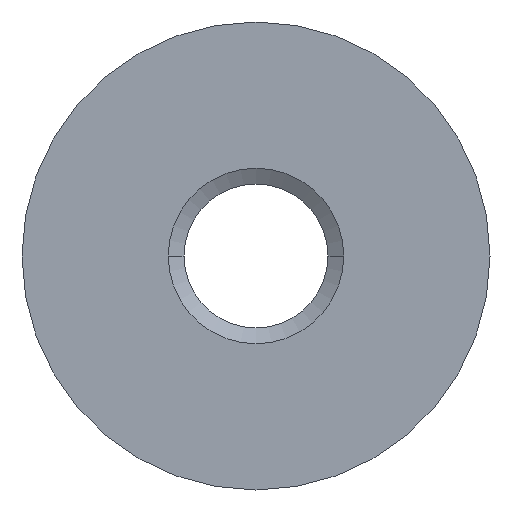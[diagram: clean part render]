
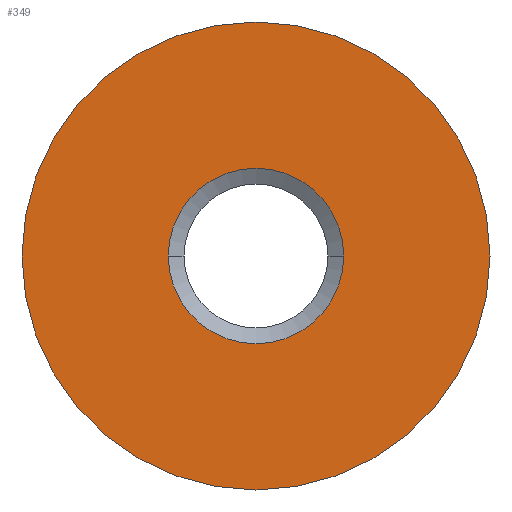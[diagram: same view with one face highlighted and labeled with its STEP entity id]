
A CAD part, left-side view. The second image highlights one B-rep face of the part: STEP entity #349.
In plain terms, the highlighted planar face has unit normal (-1, 0, 0).
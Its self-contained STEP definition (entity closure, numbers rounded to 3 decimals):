
#8 = DIRECTION ( 'NONE',  ( 0., -1., 0. ) ) ;
#37 = DIRECTION ( 'NONE',  ( -1., 0., 0. ) ) ;
#42 = CARTESIAN_POINT ( 'NONE',  ( 0., 0., -8. ) ) ;
#47 = EDGE_CURVE ( 'NONE', #587, #496, #243, .T. ) ;
#49 = ORIENTED_EDGE ( 'NONE', *, *, #164, .T. ) ;
#84 = VERTEX_POINT ( 'NONE', #381 ) ;
#140 = ORIENTED_EDGE ( 'NONE', *, *, #417, .T. ) ;
#149 = AXIS2_PLACEMENT_3D ( 'NONE', #512, #353, #238 ) ;
#164 = EDGE_CURVE ( 'NONE', #84, #422, #649, .T. ) ;
#238 = DIRECTION ( 'NONE',  ( 0., 0., 1. ) ) ;
#243 = CIRCLE ( 'NONE', #608, 8. ) ;
#274 = ORIENTED_EDGE ( 'NONE', *, *, #641, .T. ) ;
#282 = DIRECTION ( 'NONE',  ( 1., 0., 0. ) ) ;
#286 = CARTESIAN_POINT ( 'NONE',  ( 0., 0., 0. ) ) ;
#298 = EDGE_LOOP ( 'NONE', ( #49, #274 ) ) ;
#313 = CARTESIAN_POINT ( 'NONE',  ( 0., 3., 0. ) ) ;
#318 = DIRECTION ( 'NONE',  ( 0., 0., 1. ) ) ;
#349 = ADVANCED_FACE ( 'NONE', ( #692, #416 ), #570, .T. ) ;
#353 = DIRECTION ( 'NONE',  ( -1., 0., 0. ) ) ;
#370 = CARTESIAN_POINT ( 'NONE',  ( 0., 0., 0. ) ) ;
#381 = CARTESIAN_POINT ( 'NONE',  ( 0., -3., 0. ) ) ;
#416 = FACE_OUTER_BOUND ( 'NONE', #644, .T. ) ;
#417 = EDGE_CURVE ( 'NONE', #496, #587, #465, .T. ) ;
#422 = VERTEX_POINT ( 'NONE', #313 ) ;
#444 = DIRECTION ( 'NONE',  ( 0., -1., 0. ) ) ;
#445 = DIRECTION ( 'NONE',  ( 1., 0., 0. ) ) ;
#446 = CARTESIAN_POINT ( 'NONE',  ( 0., 0., 0. ) ) ;
#465 = CIRCLE ( 'NONE', #667, 8. ) ;
#474 = DIRECTION ( 'NONE',  ( -1., 0., 0. ) ) ;
#483 = CARTESIAN_POINT ( 'NONE',  ( 0., 0., 8. ) ) ;
#488 = CARTESIAN_POINT ( 'NONE',  ( 0., 0., 0. ) ) ;
#496 = VERTEX_POINT ( 'NONE', #483 ) ;
#512 = CARTESIAN_POINT ( 'NONE',  ( 0., 3., 0. ) ) ;
#542 = AXIS2_PLACEMENT_3D ( 'NONE', #286, #282, #444 ) ;
#546 = DIRECTION ( 'NONE',  ( 0., 0., 1. ) ) ;
#570 = PLANE ( 'NONE',  #149 ) ;
#587 = VERTEX_POINT ( 'NONE', #42 ) ;
#608 = AXIS2_PLACEMENT_3D ( 'NONE', #488, #37, #546 ) ;
#641 = EDGE_CURVE ( 'NONE', #422, #84, #690, .T. ) ;
#643 = ORIENTED_EDGE ( 'NONE', *, *, #47, .T. ) ;
#644 = EDGE_LOOP ( 'NONE', ( #140, #643 ) ) ;
#649 = CIRCLE ( 'NONE', #695, 3. ) ;
#667 = AXIS2_PLACEMENT_3D ( 'NONE', #370, #474, #318 ) ;
#690 = CIRCLE ( 'NONE', #542, 3. ) ;
#692 = FACE_BOUND ( 'NONE', #298, .T. ) ;
#695 = AXIS2_PLACEMENT_3D ( 'NONE', #446, #445, #8 ) ;
